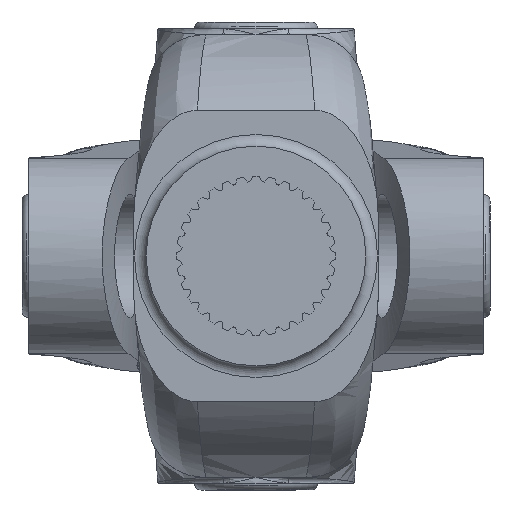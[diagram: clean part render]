
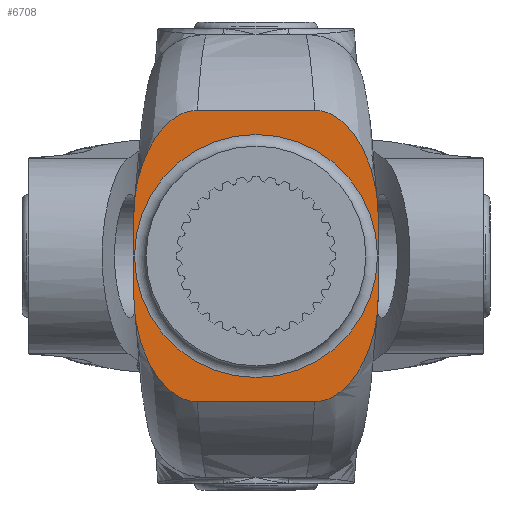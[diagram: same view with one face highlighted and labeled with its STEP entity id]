
A CAD part, left-side view. The second image highlights one B-rep face of the part: STEP entity #6708.
In plain terms, the highlighted planar face has unit normal (-1, 0, 0).
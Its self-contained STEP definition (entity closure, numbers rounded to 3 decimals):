
#284=FACE_BOUND('',#839,.T.);
#346=PLANE('',#7281);
#437=FACE_OUTER_BOUND('',#838,.T.);
#838=EDGE_LOOP('',(#4317,#4318,#4319,#4320,#4321,#4322,#4323,#4324));
#839=EDGE_LOOP('',(#4325,#4326));
#1280=B_SPLINE_CURVE_WITH_KNOTS('',3,(#12034,#12035,#12036,#12037,#12038,
#12039,#12040,#12041,#12042,#12043,#12044,#12045),.UNSPECIFIED.,.F.,.F.,
(4,2,2,2,2,4),(-3.325,-2.874,-2.279,-1.475,
-0.724,0.),.UNSPECIFIED.);
#1281=B_SPLINE_CURVE_WITH_KNOTS('',3,(#12046,#12047,#12048,#12049,#12050,
#12051,#12052,#12053,#12054,#12055,#12056,#12057,#12058,#12059),
 .UNSPECIFIED.,.F.,.F.,(4,2,2,2,2,2,4),(-2.614,-2.025,
-1.414,-0.753,-0.349,-0.168,
0.),.UNSPECIFIED.);
#1282=B_SPLINE_CURVE_WITH_KNOTS('',3,(#12060,#12061,#12062,#12063,#12064,
#12065,#12066,#12067,#12068,#12069,#12070,#12071),.UNSPECIFIED.,.F.,.F.,
(4,2,2,2,2,4),(-3.325,-2.874,-2.279,-1.475,
-0.724,0.),.UNSPECIFIED.);
#1283=B_SPLINE_CURVE_WITH_KNOTS('',3,(#12072,#12073,#12074,#12075,#12076,
#12077,#12078,#12079,#12080,#12081,#12082,#12083,#12084,#12085),
 .UNSPECIFIED.,.F.,.F.,(4,2,2,2,2,2,4),(-2.614,-2.025,
-1.414,-0.753,-0.349,-0.168,
0.),.UNSPECIFIED.);
#1516=CIRCLE('',#7282,26.48);
#1517=CIRCLE('',#7283,26.48);
#1958=LINE('',#10143,#2229);
#1962=LINE('',#10690,#2233);
#1974=LINE('',#11440,#2245);
#1981=LINE('',#11829,#2252);
#2229=VECTOR('',#8043,16.705);
#2233=VECTOR('',#8069,16.705);
#2245=VECTOR('',#8121,25.555);
#2252=VECTOR('',#8128,25.555);
#2505=VERTEX_POINT('',#9987);
#2506=VERTEX_POINT('',#10142);
#2523=VERTEX_POINT('',#10534);
#2524=VERTEX_POINT('',#10689);
#2550=VERTEX_POINT('',#11266);
#2551=VERTEX_POINT('',#11439);
#2559=VERTEX_POINT('',#11655);
#2560=VERTEX_POINT('',#11828);
#2566=VERTEX_POINT('',#12086);
#2567=VERTEX_POINT('',#12087);
#3190=EDGE_CURVE('',#2505,#2506,#1958,.T.);
#3211=EDGE_CURVE('',#2523,#2524,#1962,.T.);
#3250=EDGE_CURVE('',#2550,#2551,#1974,.T.);
#3259=EDGE_CURVE('',#2560,#2559,#1981,.T.);
#3266=EDGE_CURVE('',#2559,#2524,#1280,.T.);
#3267=EDGE_CURVE('',#2523,#2551,#1281,.T.);
#3268=EDGE_CURVE('',#2550,#2506,#1282,.T.);
#3269=EDGE_CURVE('',#2505,#2560,#1283,.T.);
#3270=EDGE_CURVE('',#2566,#2567,#1516,.F.);
#3271=EDGE_CURVE('',#2567,#2566,#1517,.F.);
#4317=ORIENTED_EDGE('',*,*,#3259,.T.);
#4318=ORIENTED_EDGE('',*,*,#3266,.T.);
#4319=ORIENTED_EDGE('',*,*,#3211,.F.);
#4320=ORIENTED_EDGE('',*,*,#3267,.T.);
#4321=ORIENTED_EDGE('',*,*,#3250,.F.);
#4322=ORIENTED_EDGE('',*,*,#3268,.T.);
#4323=ORIENTED_EDGE('',*,*,#3190,.F.);
#4324=ORIENTED_EDGE('',*,*,#3269,.T.);
#4325=ORIENTED_EDGE('',*,*,#3270,.T.);
#4326=ORIENTED_EDGE('',*,*,#3271,.T.);
#6708=ADVANCED_FACE('',(#437,#284),#346,.T.);
#7281=AXIS2_PLACEMENT_3D('',#12033,#8134,#8135);
#7282=AXIS2_PLACEMENT_3D('',#12088,#8136,#8137);
#7283=AXIS2_PLACEMENT_3D('',#12089,#8138,#8139);
#8043=DIRECTION('',(0.,0.,-1.));
#8069=DIRECTION('',(0.,0.,1.));
#8121=DIRECTION('',(0.,1.,0.));
#8128=DIRECTION('',(0.,1.,0.));
#8134=DIRECTION('center_axis',(-1.,0.,0.));
#8135=DIRECTION('ref_axis',(0.,0.,1.));
#8136=DIRECTION('center_axis',(-1.,0.,0.));
#8137=DIRECTION('ref_axis',(0.,0.,1.));
#8138=DIRECTION('center_axis',(-1.,0.,0.));
#8139=DIRECTION('ref_axis',(0.,0.,1.));
#9987=CARTESIAN_POINT('',(149.352,-48.313,59.449));
#10142=CARTESIAN_POINT('',(149.352,-48.313,42.744));
#10143=CARTESIAN_POINT('',(149.352,-48.313,59.449));
#10534=CARTESIAN_POINT('',(149.352,5.078,42.744));
#10689=CARTESIAN_POINT('',(149.352,5.078,59.449));
#10690=CARTESIAN_POINT('',(149.352,5.078,42.744));
#11266=CARTESIAN_POINT('',(149.352,-34.395,19.346));
#11439=CARTESIAN_POINT('',(149.352,-8.84,19.346));
#11440=CARTESIAN_POINT('',(149.352,-34.395,19.346));
#11655=CARTESIAN_POINT('',(149.352,-8.84,82.846));
#11828=CARTESIAN_POINT('',(149.352,-34.395,82.846));
#11829=CARTESIAN_POINT('',(149.352,-34.395,82.846));
#12033=CARTESIAN_POINT('Origin',(149.352,0.,0.));
#12034=CARTESIAN_POINT('Ctrl Pts',(149.352,-8.84,82.846));
#12035=CARTESIAN_POINT('Ctrl Pts',(149.352,-7.799,82.846));
#12036=CARTESIAN_POINT('Ctrl Pts',(149.352,-6.783,82.631));
#12037=CARTESIAN_POINT('Ctrl Pts',(149.352,-4.538,81.733));
#12038=CARTESIAN_POINT('Ctrl Pts',(149.352,-3.295,80.906));
#12039=CARTESIAN_POINT('Ctrl Pts',(149.352,-0.541,78.257));
#12040=CARTESIAN_POINT('Ctrl Pts',(149.352,0.868,76.226));
#12041=CARTESIAN_POINT('Ctrl Pts',(149.352,3.081,71.558));
#12042=CARTESIAN_POINT('Ctrl Pts',(149.352,3.852,69.118));
#12043=CARTESIAN_POINT('Ctrl Pts',(149.352,4.834,64.303));
#12044=CARTESIAN_POINT('Ctrl Pts',(149.352,5.078,61.862));
#12045=CARTESIAN_POINT('Ctrl Pts',(149.352,5.078,59.449));
#12046=CARTESIAN_POINT('Ctrl Pts',(149.352,5.078,42.744));
#12047=CARTESIAN_POINT('Ctrl Pts',(149.352,5.078,40.334));
#12048=CARTESIAN_POINT('Ctrl Pts',(149.352,4.835,37.897));
#12049=CARTESIAN_POINT('Ctrl Pts',(149.352,3.855,33.088));
#12050=CARTESIAN_POINT('Ctrl Pts',(149.352,3.087,30.652));
#12051=CARTESIAN_POINT('Ctrl Pts',(149.352,0.87,25.968));
#12052=CARTESIAN_POINT('Ctrl Pts',(149.352,-0.549,23.923));
#12053=CARTESIAN_POINT('Ctrl Pts',(149.352,-3.12,21.458));
#12054=CARTESIAN_POINT('Ctrl Pts',(149.352,-4.232,20.649));
#12055=CARTESIAN_POINT('Ctrl Pts',(149.352,-6.014,19.851));
#12056=CARTESIAN_POINT('Ctrl Pts',(149.352,-6.587,19.657));
#12057=CARTESIAN_POINT('Ctrl Pts',(149.352,-7.725,19.409));
#12058=CARTESIAN_POINT('Ctrl Pts',(149.352,-8.28,19.346));
#12059=CARTESIAN_POINT('Ctrl Pts',(149.352,-8.84,19.346));
#12060=CARTESIAN_POINT('Ctrl Pts',(149.352,-34.395,19.346));
#12061=CARTESIAN_POINT('Ctrl Pts',(149.352,-35.437,19.346));
#12062=CARTESIAN_POINT('Ctrl Pts',(149.352,-36.452,19.562));
#12063=CARTESIAN_POINT('Ctrl Pts',(149.352,-38.698,20.46));
#12064=CARTESIAN_POINT('Ctrl Pts',(149.352,-39.94,21.287));
#12065=CARTESIAN_POINT('Ctrl Pts',(149.352,-42.694,23.935));
#12066=CARTESIAN_POINT('Ctrl Pts',(149.352,-44.103,25.967));
#12067=CARTESIAN_POINT('Ctrl Pts',(149.352,-46.317,30.635));
#12068=CARTESIAN_POINT('Ctrl Pts',(149.352,-47.087,33.075));
#12069=CARTESIAN_POINT('Ctrl Pts',(149.352,-48.069,37.89));
#12070=CARTESIAN_POINT('Ctrl Pts',(149.352,-48.313,40.331));
#12071=CARTESIAN_POINT('Ctrl Pts',(149.352,-48.313,42.744));
#12072=CARTESIAN_POINT('Ctrl Pts',(149.352,-48.313,59.449));
#12073=CARTESIAN_POINT('Ctrl Pts',(149.352,-48.313,61.859));
#12074=CARTESIAN_POINT('Ctrl Pts',(149.352,-48.07,64.296));
#12075=CARTESIAN_POINT('Ctrl Pts',(149.352,-47.091,69.104));
#12076=CARTESIAN_POINT('Ctrl Pts',(149.352,-46.322,71.541));
#12077=CARTESIAN_POINT('Ctrl Pts',(149.352,-44.106,76.225));
#12078=CARTESIAN_POINT('Ctrl Pts',(149.352,-42.687,78.27));
#12079=CARTESIAN_POINT('Ctrl Pts',(149.352,-40.115,80.735));
#12080=CARTESIAN_POINT('Ctrl Pts',(149.352,-39.004,81.544));
#12081=CARTESIAN_POINT('Ctrl Pts',(149.352,-37.221,82.342));
#12082=CARTESIAN_POINT('Ctrl Pts',(149.352,-36.648,82.535));
#12083=CARTESIAN_POINT('Ctrl Pts',(149.352,-35.511,82.784));
#12084=CARTESIAN_POINT('Ctrl Pts',(149.352,-34.955,82.846));
#12085=CARTESIAN_POINT('Ctrl Pts',(149.352,-34.395,82.846));
#12086=CARTESIAN_POINT('',(149.352,-21.618,77.576));
#12087=CARTESIAN_POINT('',(149.352,-21.618,24.617));
#12088=CARTESIAN_POINT('Origin',(149.352,-21.618,51.096));
#12089=CARTESIAN_POINT('Origin',(149.352,-21.618,51.096));
